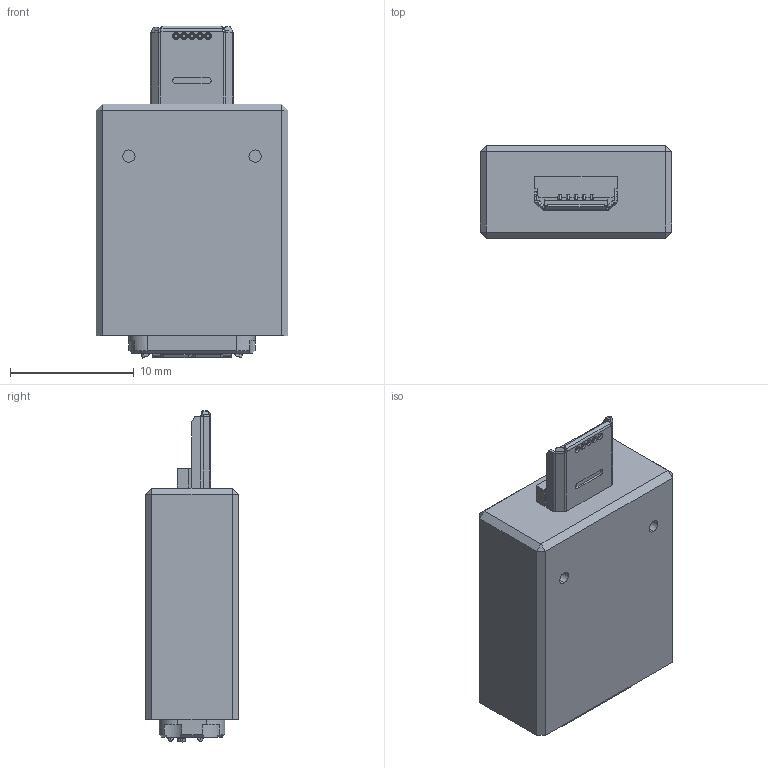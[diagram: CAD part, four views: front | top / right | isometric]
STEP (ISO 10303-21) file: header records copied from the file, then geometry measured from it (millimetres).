
FILE_DESCRIPTION (( 'STEP AP203' ), '1' );
FILE_NAME ('INGUN_112621.STEP', '2021-12-01T09:27:00', ( 'ochi' ), ( '' ), 'SwSTEP 2.0', 'SolidWorks 2018', '' );
FILE_SCHEMA (( 'CONFIG_CONTROL_DESIGN' ));
Length unit declared in the file: millimetre
Products named in the file (1): INGUN_112621
Bounding box: 15.5 x 7.5 x 26.81 mm (x, y, z)
Volume: 2176 mm3; surface area: 1775.4 mm2
Topology: 1 solids, 1 shells, 722 faces, 1955 edges, 1248 vertices
Faces by surface type: plane 447, cylinder 231, torus 20, cone 12, bspline 8, sphere 4
Entity records: 23052 total; most frequent: CARTESIAN_POINT 4506, ORIENTED_EDGE 3894, DIRECTION 3851, EDGE_CURVE 1947, VECTOR 1369, LINE 1369, VERTEX_POINT 1248, AXIS2_PLACEMENT_3D 1241
